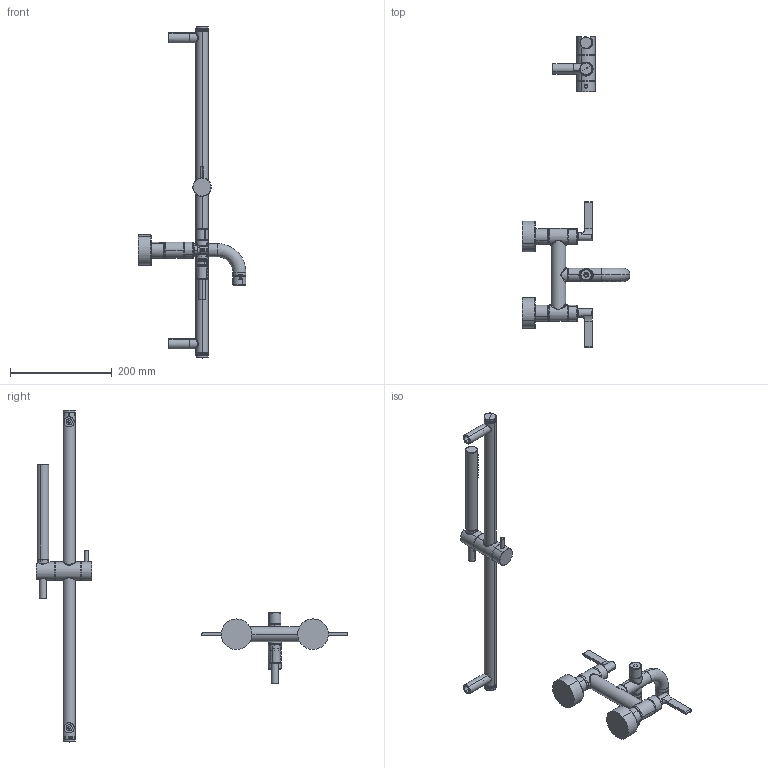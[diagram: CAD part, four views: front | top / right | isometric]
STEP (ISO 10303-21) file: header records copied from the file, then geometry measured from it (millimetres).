
FILE_DESCRIPTION(('CATIA V5 STEP Exchange','CAx-IF Rec.Pracs.--- Model Styling and Organization---1.5--- 2016-08-15','CAx-IF Rec.Pracs.---Supplemental Geometry---1.0---2011-11-01','CAx-IF Rec.Pracs.--- Composite Materials ---3.4---2017-06-13','CAx-IF Rec.Pracs.---Tessellated 3D Geometry---1.0---2015-12-17'),'2;1');
FILE_NAME('GL000060.stp','2023-02-03T08:52:04+00:00',('none'),('none'),'CATIA Version 5-6 Release 2020 SP2','CATIA V5 STEP AP242 v2','none');
FILE_SCHEMA(('AP242_MANAGED_MODEL_BASED_3D_ENGINEERING_MIM_LF {1 0 10303 442 1 1 4}'));
Length unit declared in the file: millimetre
Products named in the file (1): Product1_AllCATPart
Bounding box: 211.5 x 610.84 x 651 mm (x, y, z)
Volume: 675160.4 mm3; surface area: 264334 mm2
Topology: 15 solids, 27 shells, 2404 faces, 6942 edges, 4591 vertices
Faces by surface type: cylinder 893, plane 890, extrusion 268, cone 194, torus 119, bspline 28, sphere 12
Entity records: 88029 total; most frequent: CARTESIAN_POINT 32220, ORIENTED_EDGE 13840, DIRECTION 7324, EDGE_CURVE 6920, VERTEX_POINT 4591, AXIS2_PLACEMENT_3D 3274, VECTOR 3034, LINE 2766
